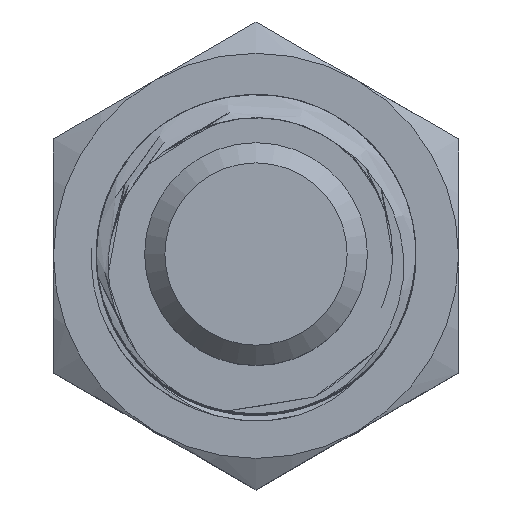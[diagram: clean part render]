
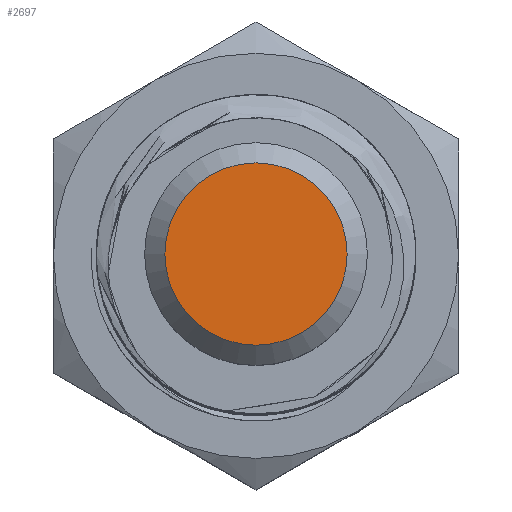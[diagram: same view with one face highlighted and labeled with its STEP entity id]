
A CAD part, top view. The second image highlights one B-rep face of the part: STEP entity #2697.
In plain terms, the highlighted planar face has unit normal (0, 0, 1).
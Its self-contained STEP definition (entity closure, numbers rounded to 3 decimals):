
#93=PLANE('',#2883);
#139=CIRCLE('',#2879,2.25);
#263=FACE_OUTER_BOUND('',#417,.T.);
#417=EDGE_LOOP('',(#2166));
#1137=VERTEX_POINT('',#8790);
#1496=EDGE_CURVE('',#1137,#1137,#139,.T.);
#2166=ORIENTED_EDGE('',*,*,#1496,.F.);
#2697=ADVANCED_FACE('',(#263),#93,.T.);
#2879=AXIS2_PLACEMENT_3D('',#8791,#3244,#3245);
#2883=AXIS2_PLACEMENT_3D('',#8799,#3254,#3255);
#3244=DIRECTION('center_axis',(0.,0.,-1.));
#3245=DIRECTION('ref_axis',(1.,0.,0.));
#3254=DIRECTION('center_axis',(0.,0.,1.));
#3255=DIRECTION('ref_axis',(1.,0.,0.));
#8790=CARTESIAN_POINT('',(-2.25,0.,54.));
#8791=CARTESIAN_POINT('Origin',(0.,0.,54.));
#8799=CARTESIAN_POINT('Origin',(0.,0.,54.));
